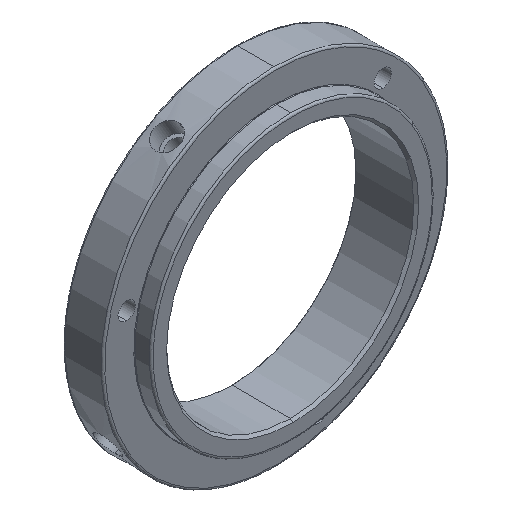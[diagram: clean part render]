
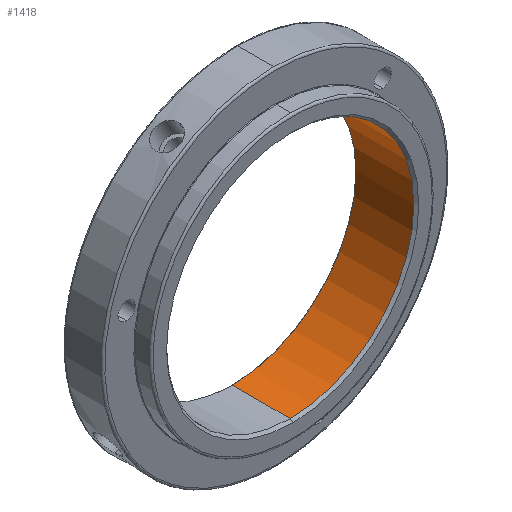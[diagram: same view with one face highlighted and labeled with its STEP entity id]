
A CAD part, isometric view. The second image highlights one B-rep face of the part: STEP entity #1418.
In plain terms, the highlighted cylindrical face has radius 12.701 mm (diameter 25.403 mm), a partial arc.
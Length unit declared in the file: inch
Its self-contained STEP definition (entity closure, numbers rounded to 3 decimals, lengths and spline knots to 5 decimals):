
#91 = CARTESIAN_POINT ( 'NONE',  ( 0., 0.275, 0.50005 ) ) ;
#183 = DIRECTION ( 'NONE',  ( 0., 1., 0. ) ) ;
#205 = EDGE_CURVE ( 'NONE', #665, #2798, #1377, .T. ) ;
#233 = EDGE_CURVE ( 'NONE', #2798, #2297, #2119, .T. ) ;
#347 = CIRCLE ( 'NONE', #1217, 0.50005 ) ;
#597 = EDGE_CURVE ( 'NONE', #2080, #2297, #347, .T. ) ;
#609 = CARTESIAN_POINT ( 'NONE',  ( 0., 0.041, -0.50005 ) ) ;
#661 = AXIS2_PLACEMENT_3D ( 'NONE', #1437, #2930, #919 ) ;
#665 = VERTEX_POINT ( 'NONE', #609 ) ;
#919 = DIRECTION ( 'NONE',  ( 0., 0., 1. ) ) ;
#1217 = AXIS2_PLACEMENT_3D ( 'NONE', #2156, #2770, #2635 ) ;
#1375 = VECTOR ( 'NONE', #2834, 39.37008 ) ;
#1377 = CIRCLE ( 'NONE', #1817, 0.50005 ) ;
#1418 = ADVANCED_FACE ( 'NONE', ( #1505 ), #3016, .F. ) ;
#1437 = CARTESIAN_POINT ( 'NONE',  ( 0., 0.041, 0. ) ) ;
#1505 = FACE_OUTER_BOUND ( 'NONE', #2478, .T. ) ;
#1513 = CARTESIAN_POINT ( 'NONE',  ( 0., 0.041, 0.50005 ) ) ;
#1543 = VECTOR ( 'NONE', #183, 39.37008 ) ;
#1656 = CARTESIAN_POINT ( 'NONE',  ( 0., 0.275, -0.50005 ) ) ;
#1817 = AXIS2_PLACEMENT_3D ( 'NONE', #2973, #2916, #2906 ) ;
#1818 = ORIENTED_EDGE ( 'NONE', *, *, #233, .T. ) ;
#1880 = ORIENTED_EDGE ( 'NONE', *, *, #205, .T. ) ;
#1942 = LINE ( 'NONE', #2986, #1543 ) ;
#1967 = ORIENTED_EDGE ( 'NONE', *, *, #2547, .F. ) ;
#2080 = VERTEX_POINT ( 'NONE', #1656 ) ;
#2119 = LINE ( 'NONE', #3211, #1375 ) ;
#2156 = CARTESIAN_POINT ( 'NONE',  ( 0., 0.275, 0. ) ) ;
#2297 = VERTEX_POINT ( 'NONE', #91 ) ;
#2302 = ORIENTED_EDGE ( 'NONE', *, *, #597, .F. ) ;
#2478 = EDGE_LOOP ( 'NONE', ( #1967, #1880, #1818, #2302 ) ) ;
#2547 = EDGE_CURVE ( 'NONE', #665, #2080, #1942, .T. ) ;
#2635 = DIRECTION ( 'NONE',  ( 0.857, 0., 0.515 ) ) ;
#2770 = DIRECTION ( 'NONE',  ( 0., -1., 0. ) ) ;
#2798 = VERTEX_POINT ( 'NONE', #1513 ) ;
#2834 = DIRECTION ( 'NONE',  ( 0., 1., 0. ) ) ;
#2906 = DIRECTION ( 'NONE',  ( 0.857, 0., 0.515 ) ) ;
#2916 = DIRECTION ( 'NONE',  ( 0., -1., 0. ) ) ;
#2930 = DIRECTION ( 'NONE',  ( 0., 1., 0. ) ) ;
#2973 = CARTESIAN_POINT ( 'NONE',  ( 0., 0.041, 0. ) ) ;
#2986 = CARTESIAN_POINT ( 'NONE',  ( 0., 0.041, -0.50005 ) ) ;
#3016 = CYLINDRICAL_SURFACE ( 'NONE', #661, 0.50005 ) ;
#3211 = CARTESIAN_POINT ( 'NONE',  ( 0., 0.041, 0.50005 ) ) ;
